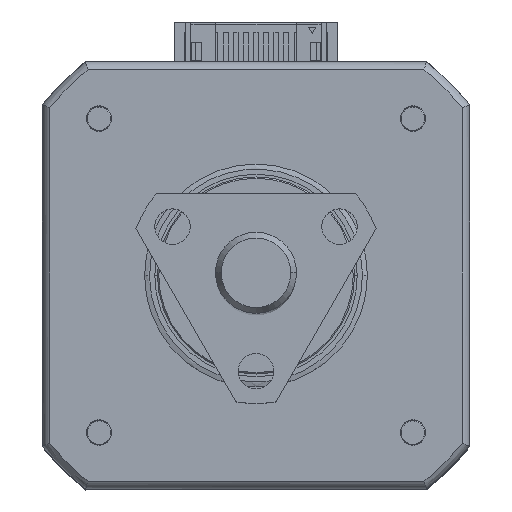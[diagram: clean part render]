
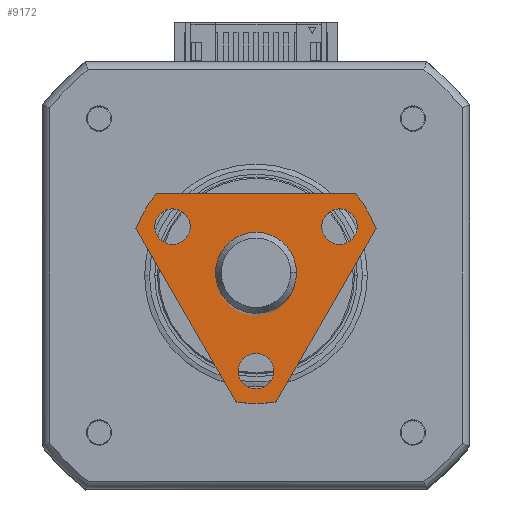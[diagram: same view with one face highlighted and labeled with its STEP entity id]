
A CAD part, top view. The second image highlights one B-rep face of the part: STEP entity #9172.
In plain terms, the highlighted planar face has unit normal (0, 0, 1).
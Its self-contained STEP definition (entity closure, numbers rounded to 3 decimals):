
#570 = CARTESIAN_POINT ( 'NONE',  ( -4.762, 8.249, 42.5 ) ) ;
#598 = EDGE_CURVE ( 'NONE', #4903, #34597, #25312, .T. ) ;
#1092 = EDGE_CURVE ( 'NONE', #4173, #23086, #2673, .T. ) ;
#1413 = LINE ( 'NONE', #34812, #4060 ) ;
#1591 = ORIENTED_EDGE ( 'NONE', *, *, #35306, .F. ) ;
#1710 = DIRECTION ( 'NONE',  ( 1., 0., 0. ) ) ;
#1800 = CARTESIAN_POINT ( 'NONE',  ( 11.275, 0., 42.5 ) ) ;
#1973 = VERTEX_POINT ( 'NONE', #5742 ) ;
#2125 = AXIS2_PLACEMENT_3D ( 'NONE', #19621, #14199, #36110 ) ;
#2134 = VERTEX_POINT ( 'NONE', #34297 ) ;
#2474 = CARTESIAN_POINT ( 'NONE',  ( -4.762, -8.249, 42.5 ) ) ;
#2590 = CARTESIAN_POINT ( 'NONE',  ( -8., -13.856, 42.5 ) ) ;
#2619 = ORIENTED_EDGE ( 'NONE', *, *, #18892, .F. ) ;
#2673 = CIRCLE ( 'NONE', #11557, 1.75 ) ;
#2825 = DIRECTION ( 'NONE',  ( 0., 1., 0. ) ) ;
#3090 = CIRCLE ( 'NONE', #16146, 1.75 ) ;
#3775 = CARTESIAN_POINT ( 'NONE',  ( 0., 0., 42.5 ) ) ;
#3808 = AXIS2_PLACEMENT_3D ( 'NONE', #23453, #9562, #23933 ) ;
#4060 = VECTOR ( 'NONE', #31982, 1000. ) ;
#4173 = VERTEX_POINT ( 'NONE', #19309 ) ;
#4189 = DIRECTION ( 'NONE',  ( -1., 0., 0. ) ) ;
#4402 = CARTESIAN_POINT ( 'NONE',  ( 0., 0., 42.5 ) ) ;
#4500 = EDGE_CURVE ( 'NONE', #30145, #18814, #4658, .T. ) ;
#4658 = CIRCLE ( 'NONE', #3808, 3. ) ;
#4664 = CARTESIAN_POINT ( 'NONE',  ( -4.762, -8.249, 42.5 ) ) ;
#4709 = DIRECTION ( 'NONE',  ( 0., 0., -1. ) ) ;
#4903 = VERTEX_POINT ( 'NONE', #25729 ) ;
#5267 = DIRECTION ( 'NONE',  ( 0., 0., -1. ) ) ;
#5274 = CARTESIAN_POINT ( 'NONE',  ( -3.012, 8.249, 42.5 ) ) ;
#5742 = CARTESIAN_POINT ( 'NONE',  ( 12.542, 1.996, 42.5 ) ) ;
#5864 = CIRCLE ( 'NONE', #5951, 1.75 ) ;
#5869 = CARTESIAN_POINT ( 'NONE',  ( 9.525, 0., 42.5 ) ) ;
#5951 = AXIS2_PLACEMENT_3D ( 'NONE', #570, #8924, #17028 ) ;
#6229 = DIRECTION ( 'NONE',  ( -1., 0., 0. ) ) ;
#6583 = EDGE_CURVE ( 'NONE', #23086, #4173, #5864, .T. ) ;
#6670 = LINE ( 'NONE', #28845, #25624 ) ;
#6729 = EDGE_LOOP ( 'NONE', ( #36283, #31952 ) ) ;
#6775 = ORIENTED_EDGE ( 'NONE', *, *, #20873, .T. ) ;
#6871 = VERTEX_POINT ( 'NONE', #9389 ) ;
#7158 = CIRCLE ( 'NONE', #31074, 12.7 ) ;
#8632 = VERTEX_POINT ( 'NONE', #18546 ) ;
#8924 = DIRECTION ( 'NONE',  ( 0., 0., -1. ) ) ;
#9172 = ADVANCED_FACE ( 'NONE', ( #15455, #33127, #14192, #36179, #33999 ), #36289, .F. ) ;
#9389 = CARTESIAN_POINT ( 'NONE',  ( -4.542, 11.86, 42.5 ) ) ;
#9425 = DIRECTION ( 'NONE',  ( 0., 0., -1. ) ) ;
#9562 = DIRECTION ( 'NONE',  ( 0., 0., 1. ) ) ;
#9566 = VERTEX_POINT ( 'NONE', #32319 ) ;
#10018 = CIRCLE ( 'NONE', #2125, 12.7 ) ;
#10271 = ORIENTED_EDGE ( 'NONE', *, *, #12182, .F. ) ;
#10482 = CIRCLE ( 'NONE', #30836, 3. ) ;
#10849 = DIRECTION ( 'NONE',  ( -1., 0., 0. ) ) ;
#10988 = CARTESIAN_POINT ( 'NONE',  ( -3.012, -8.249, 42.5 ) ) ;
#11093 = DIRECTION ( 'NONE',  ( 0., 0., -1. ) ) ;
#11209 = CARTESIAN_POINT ( 'NONE',  ( 0., 0., 42.5 ) ) ;
#11557 = AXIS2_PLACEMENT_3D ( 'NONE', #34239, #24001, #4189 ) ;
#12158 = EDGE_CURVE ( 'NONE', #23542, #21410, #25174, .T. ) ;
#12182 = EDGE_CURVE ( 'NONE', #18814, #30145, #10482, .T. ) ;
#13792 = VERTEX_POINT ( 'NONE', #15858 ) ;
#13962 = CARTESIAN_POINT ( 'NONE',  ( 12.542, -1.996, 42.5 ) ) ;
#14192 = FACE_BOUND ( 'NONE', #34441, .T. ) ;
#14199 = DIRECTION ( 'NONE',  ( 0., 0., -1. ) ) ;
#14549 = AXIS2_PLACEMENT_3D ( 'NONE', #2474, #30418, #10849 ) ;
#15017 = CIRCLE ( 'NONE', #14549, 1.75 ) ;
#15298 = ORIENTED_EDGE ( 'NONE', *, *, #30700, .F. ) ;
#15455 = FACE_OUTER_BOUND ( 'NONE', #30644, .T. ) ;
#15712 = DIRECTION ( 'NONE',  ( 0., 0., -1. ) ) ;
#15858 = CARTESIAN_POINT ( 'NONE',  ( -8., 9.864, 42.5 ) ) ;
#16146 = AXIS2_PLACEMENT_3D ( 'NONE', #18942, #5267, #24970 ) ;
#16630 = AXIS2_PLACEMENT_3D ( 'NONE', #11209, #11093, #16825 ) ;
#16825 = DIRECTION ( 'NONE',  ( -1., 0., 0. ) ) ;
#17028 = DIRECTION ( 'NONE',  ( -1., 0., 0. ) ) ;
#17707 = CARTESIAN_POINT ( 'NONE',  ( 3., 0., 42.5 ) ) ;
#17735 = AXIS2_PLACEMENT_3D ( 'NONE', #4664, #21303, #32621 ) ;
#18079 = ORIENTED_EDGE ( 'NONE', *, *, #4500, .F. ) ;
#18295 = EDGE_LOOP ( 'NONE', ( #25876, #23420 ) ) ;
#18546 = CARTESIAN_POINT ( 'NONE',  ( -6.512, -8.249, 42.5 ) ) ;
#18814 = VERTEX_POINT ( 'NONE', #17707 ) ;
#18892 = EDGE_CURVE ( 'NONE', #34597, #2134, #1413, .T. ) ;
#18942 = CARTESIAN_POINT ( 'NONE',  ( 9.525, 0., 42.5 ) ) ;
#18943 = CARTESIAN_POINT ( 'NONE',  ( -3., 0., 42.5 ) ) ;
#19309 = CARTESIAN_POINT ( 'NONE',  ( -6.512, 8.249, 42.5 ) ) ;
#19357 = EDGE_CURVE ( 'NONE', #6871, #1973, #6670, .T. ) ;
#19621 = CARTESIAN_POINT ( 'NONE',  ( 0., 0., 42.5 ) ) ;
#19677 = VECTOR ( 'NONE', #2825, 1000. ) ;
#20090 = ORIENTED_EDGE ( 'NONE', *, *, #598, .F. ) ;
#20549 = LINE ( 'NONE', #2590, #19677 ) ;
#20753 = CARTESIAN_POINT ( 'NONE',  ( 7.775, 0., 42.5 ) ) ;
#20873 = EDGE_CURVE ( 'NONE', #21410, #23542, #3090, .T. ) ;
#20875 = CARTESIAN_POINT ( 'NONE',  ( 0., 0., 42.5 ) ) ;
#21019 = DIRECTION ( 'NONE',  ( 0., 0., 1. ) ) ;
#21303 = DIRECTION ( 'NONE',  ( 0., 0., -1. ) ) ;
#21410 = VERTEX_POINT ( 'NONE', #20753 ) ;
#22026 = CIRCLE ( 'NONE', #17735, 1.75 ) ;
#22178 = ORIENTED_EDGE ( 'NONE', *, *, #12158, .T. ) ;
#23086 = VERTEX_POINT ( 'NONE', #5274 ) ;
#23106 = DIRECTION ( 'NONE',  ( 0., 0., -1. ) ) ;
#23420 = ORIENTED_EDGE ( 'NONE', *, *, #6583, .T. ) ;
#23453 = CARTESIAN_POINT ( 'NONE',  ( 0., 0., 42.5 ) ) ;
#23542 = VERTEX_POINT ( 'NONE', #1800 ) ;
#23933 = DIRECTION ( 'NONE',  ( 1., 0., 0. ) ) ;
#24001 = DIRECTION ( 'NONE',  ( 0., 0., -1. ) ) ;
#24660 = EDGE_CURVE ( 'NONE', #34322, #8632, #22026, .T. ) ;
#24970 = DIRECTION ( 'NONE',  ( -1., 0., 0. ) ) ;
#25174 = CIRCLE ( 'NONE', #28910, 1.75 ) ;
#25312 = CIRCLE ( 'NONE', #25913, 12.7 ) ;
#25624 = VECTOR ( 'NONE', #26508, 1000. ) ;
#25729 = CARTESIAN_POINT ( 'NONE',  ( 12.7, 0., 42.5 ) ) ;
#25876 = ORIENTED_EDGE ( 'NONE', *, *, #1092, .T. ) ;
#25913 = AXIS2_PLACEMENT_3D ( 'NONE', #30078, #4709, #32671 ) ;
#26393 = DIRECTION ( 'NONE',  ( 1., 0., 0. ) ) ;
#26508 = DIRECTION ( 'NONE',  ( 0.866, -0.5, 0. ) ) ;
#26566 = AXIS2_PLACEMENT_3D ( 'NONE', #4402, #15712, #1710 ) ;
#28845 = CARTESIAN_POINT ( 'NONE',  ( -8., 13.856, 42.5 ) ) ;
#28910 = AXIS2_PLACEMENT_3D ( 'NONE', #5869, #23106, #6229 ) ;
#30078 = CARTESIAN_POINT ( 'NONE',  ( 0., 0., 42.5 ) ) ;
#30098 = EDGE_CURVE ( 'NONE', #1973, #4903, #34045, .T. ) ;
#30145 = VERTEX_POINT ( 'NONE', #18943 ) ;
#30217 = ORIENTED_EDGE ( 'NONE', *, *, #34591, .F. ) ;
#30418 = DIRECTION ( 'NONE',  ( 0., 0., -1. ) ) ;
#30644 = EDGE_LOOP ( 'NONE', ( #15298, #1591, #30217, #2619, #20090, #33658, #31648 ) ) ;
#30700 = EDGE_CURVE ( 'NONE', #13792, #6871, #7158, .T. ) ;
#30836 = AXIS2_PLACEMENT_3D ( 'NONE', #3775, #21019, #32205 ) ;
#31074 = AXIS2_PLACEMENT_3D ( 'NONE', #20875, #9425, #26393 ) ;
#31648 = ORIENTED_EDGE ( 'NONE', *, *, #19357, .F. ) ;
#31939 = EDGE_CURVE ( 'NONE', #8632, #34322, #15017, .T. ) ;
#31952 = ORIENTED_EDGE ( 'NONE', *, *, #24660, .T. ) ;
#31982 = DIRECTION ( 'NONE',  ( -0.866, -0.5, 0. ) ) ;
#32205 = DIRECTION ( 'NONE',  ( 1., 0., 0. ) ) ;
#32319 = CARTESIAN_POINT ( 'NONE',  ( -8., -9.864, 42.5 ) ) ;
#32621 = DIRECTION ( 'NONE',  ( -1., 0., 0. ) ) ;
#32671 = DIRECTION ( 'NONE',  ( 1., 0., 0. ) ) ;
#32751 = EDGE_LOOP ( 'NONE', ( #10271, #18079 ) ) ;
#33127 = FACE_BOUND ( 'NONE', #18295, .T. ) ;
#33658 = ORIENTED_EDGE ( 'NONE', *, *, #30098, .F. ) ;
#33999 = FACE_BOUND ( 'NONE', #32751, .T. ) ;
#34045 = CIRCLE ( 'NONE', #26566, 12.7 ) ;
#34239 = CARTESIAN_POINT ( 'NONE',  ( -4.762, 8.249, 42.5 ) ) ;
#34297 = CARTESIAN_POINT ( 'NONE',  ( -4.542, -11.86, 42.5 ) ) ;
#34322 = VERTEX_POINT ( 'NONE', #10988 ) ;
#34441 = EDGE_LOOP ( 'NONE', ( #6775, #22178 ) ) ;
#34591 = EDGE_CURVE ( 'NONE', #2134, #9566, #10018, .T. ) ;
#34597 = VERTEX_POINT ( 'NONE', #13962 ) ;
#34812 = CARTESIAN_POINT ( 'NONE',  ( 16., 0., 42.5 ) ) ;
#35306 = EDGE_CURVE ( 'NONE', #9566, #13792, #20549, .T. ) ;
#36110 = DIRECTION ( 'NONE',  ( 1., 0., 0. ) ) ;
#36179 = FACE_BOUND ( 'NONE', #6729, .T. ) ;
#36283 = ORIENTED_EDGE ( 'NONE', *, *, #31939, .T. ) ;
#36289 = PLANE ( 'NONE',  #16630 ) ;
